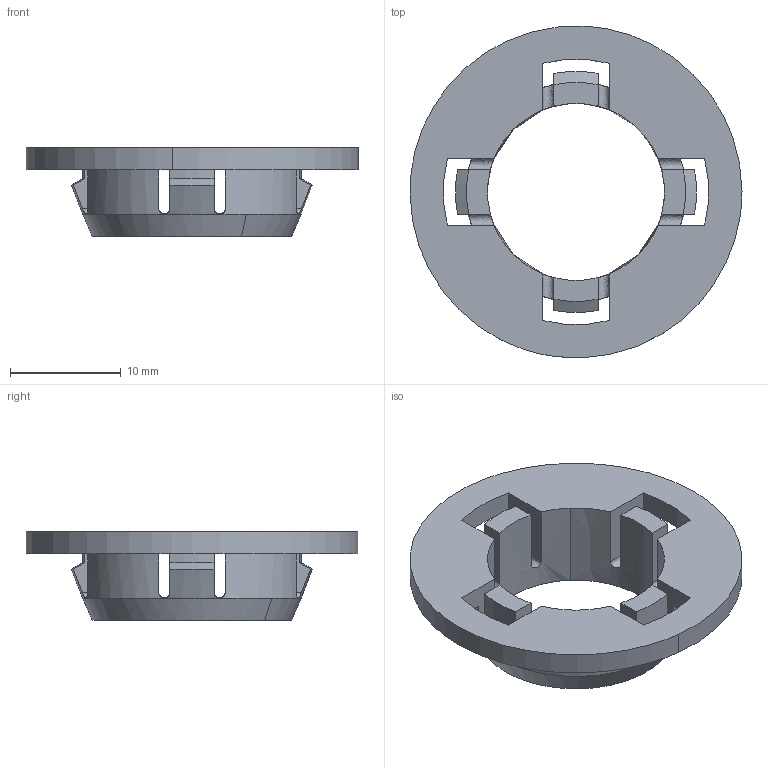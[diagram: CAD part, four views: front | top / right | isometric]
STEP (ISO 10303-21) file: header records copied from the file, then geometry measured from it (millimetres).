
FILE_DESCRIPTION((''),'2;1');
FILE_NAME('','2006-09-08T00:16:15',(''),(''),'','CADfix','');
FILE_SCHEMA(('AUTOMOTIVE_DESIGN'));
Length unit declared in the file: millimetre
Products named in the file (1): grommet
Bounding box: 30 x 29.96 x 8 mm (x, y, z)
Volume: 1428.9 mm3; surface area: 2068.4 mm2
Topology: 1 solids, 1 shells, 57 faces, 186 edges, 124 vertices
Faces by surface type: bspline 57
Entity records: 2543 total; most frequent: CARTESIAN_POINT 1513, ORIENTED_EDGE 372, EDGE_CURVE 186, VERTEX_POINT 124, QUASI_UNIFORM_CURVE 102, EDGE_LOOP 60, FACE_OUTER_BOUND 57, ADVANCED_FACE 57
